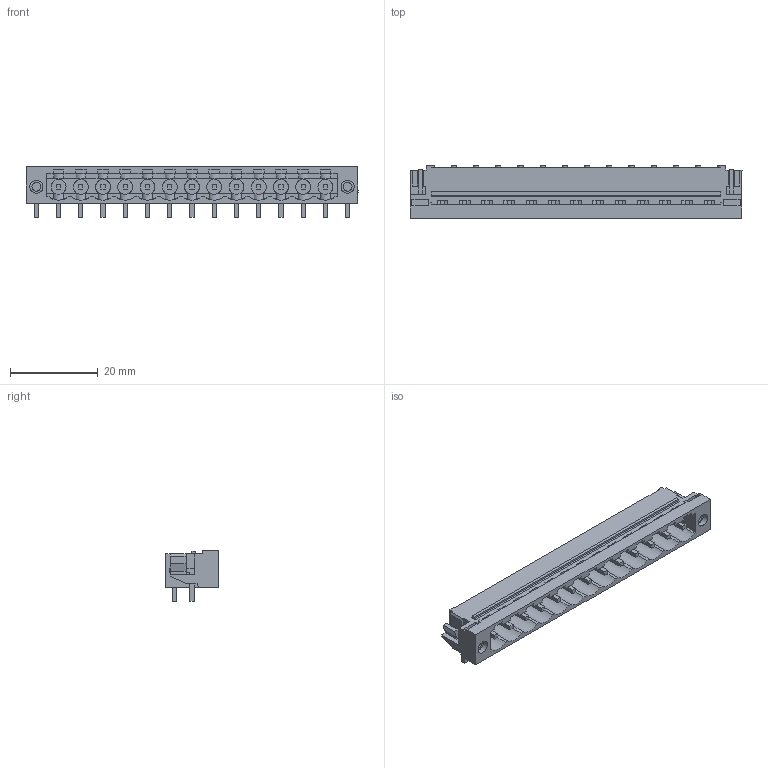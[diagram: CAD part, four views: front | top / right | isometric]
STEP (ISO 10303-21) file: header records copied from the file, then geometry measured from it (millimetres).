
FILE_DESCRIPTION(('CATIA V5R22 STEP214','CAx-IF Rec.Pracs.--- Model Styling and Organization---1.4--- 2014-01-23'),'2;1');
FILE_NAME ('D1456970_1_1837740000_1837740000.stp','2023-05-11T06:55:02+00:00',('none'),('Weidmueller'),'CATIA Version 5-6 Release 2016 SP3 HF44','CATIA V5 STEP AP214','none');
FILE_SCHEMA(('AUTOMOTIVE_DESIGN { 1 0 10303 214 1 1 1 1 }'));
Length unit declared in the file: millimetre
Products named in the file (1): 1837740000
Bounding box: 75.84 x 12 x 11.63 mm (x, y, z)
Volume: 2974.1 mm3; surface area: 6670.6 mm2
Topology: 16 solids, 16 shells, 845 faces, 2568 edges, 1694 vertices
Faces by surface type: plane 685, cylinder 132, extrusion 28
Entity records: 27248 total; most frequent: CARTESIAN_POINT 6340, ORIENTED_EDGE 5136, DIRECTION 3091, EDGE_CURVE 2568, VECTOR 1957, LINE 1929, VERTEX_POINT 1694, EDGE_LOOP 896
